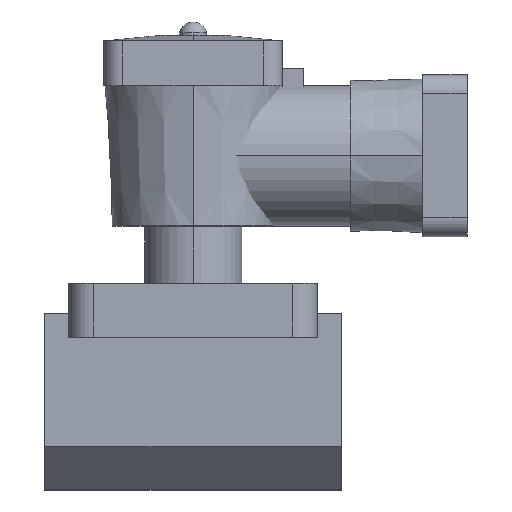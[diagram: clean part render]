
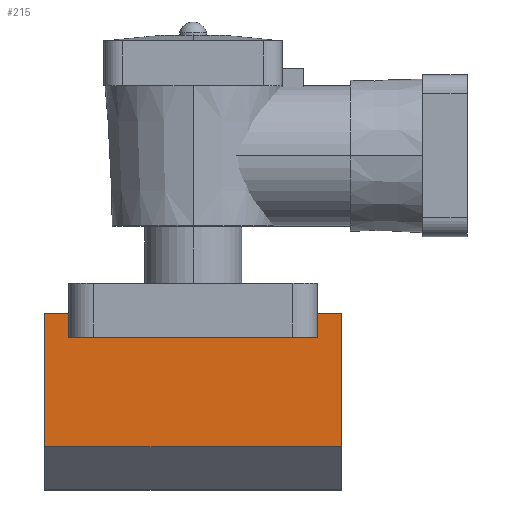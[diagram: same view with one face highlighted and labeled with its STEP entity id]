
A CAD part, top view. The second image highlights one B-rep face of the part: STEP entity #215.
In plain terms, the highlighted planar face has unit normal (0, 0, 1).
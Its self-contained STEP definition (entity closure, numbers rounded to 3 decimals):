
#24 = ORIENTED_EDGE ( 'NONE', *, *, #778, .F. ) ;
#54 = CARTESIAN_POINT ( 'NONE',  ( 46., -33.8, 27.5 ) ) ;
#97 = EDGE_CURVE ( 'NONE', #3309, #507, #3498, .T. ) ;
#129 = VECTOR ( 'NONE', #2904, 1000. ) ;
#215 = ADVANCED_FACE ( 'NONE', ( #978 ), #1336, .F. ) ;
#278 = CARTESIAN_POINT ( 'NONE',  ( 55., -24.8, 27.5 ) ) ;
#294 = AXIS2_PLACEMENT_3D ( 'NONE', #2720, #764, #2143 ) ;
#321 = DIRECTION ( 'NONE',  ( 0., -1., 0. ) ) ;
#486 = LINE ( 'NONE', #2529, #3083 ) ;
#507 = VERTEX_POINT ( 'NONE', #2118 ) ;
#571 = LINE ( 'NONE', #1736, #129 ) ;
#738 = VERTEX_POINT ( 'NONE', #3547 ) ;
#764 = DIRECTION ( 'NONE',  ( 0., 0., -1. ) ) ;
#778 = EDGE_CURVE ( 'NONE', #2649, #2411, #3471, .T. ) ;
#835 = DIRECTION ( 'NONE',  ( 0., -1., 0. ) ) ;
#865 = EDGE_CURVE ( 'NONE', #1032, #3283, #1763, .T. ) ;
#869 = VECTOR ( 'NONE', #3329, 1000. ) ;
#970 = ORIENTED_EDGE ( 'NONE', *, *, #2448, .T. ) ;
#972 = VECTOR ( 'NONE', #835, 1000. ) ;
#978 = FACE_OUTER_BOUND ( 'NONE', #3428, .T. ) ;
#980 = VECTOR ( 'NONE', #321, 1000. ) ;
#1015 = ORIENTED_EDGE ( 'NONE', *, *, #3635, .T. ) ;
#1032 = VERTEX_POINT ( 'NONE', #3005 ) ;
#1083 = VERTEX_POINT ( 'NONE', #2843 ) ;
#1150 = DIRECTION ( 'NONE',  ( 0., 1., 0. ) ) ;
#1183 = LINE ( 'NONE', #3535, #3080 ) ;
#1336 = PLANE ( 'NONE',  #294 ) ;
#1437 = EDGE_CURVE ( 'NONE', #3283, #2649, #486, .T. ) ;
#1535 = ORIENTED_EDGE ( 'NONE', *, *, #1437, .F. ) ;
#1598 = VECTOR ( 'NONE', #2866, 1000. ) ;
#1606 = EDGE_CURVE ( 'NONE', #738, #1083, #571, .T. ) ;
#1696 = CARTESIAN_POINT ( 'NONE',  ( 55., -24.8, 27.5 ) ) ;
#1697 = DIRECTION ( 'NONE',  ( -1., 0., 0. ) ) ;
#1736 = CARTESIAN_POINT ( 'NONE',  ( -55., -24.8, 27.5 ) ) ;
#1763 = LINE ( 'NONE', #2933, #980 ) ;
#1798 = ORIENTED_EDGE ( 'NONE', *, *, #3590, .F. ) ;
#1965 = ORIENTED_EDGE ( 'NONE', *, *, #865, .F. ) ;
#2013 = CARTESIAN_POINT ( 'NONE',  ( 46., -33.8, 27.5 ) ) ;
#2118 = CARTESIAN_POINT ( 'NONE',  ( 55., -74.3, 27.5 ) ) ;
#2143 = DIRECTION ( 'NONE',  ( 0., 1., 0. ) ) ;
#2154 = CARTESIAN_POINT ( 'NONE',  ( 55., -74.3, 27.5 ) ) ;
#2292 = ORIENTED_EDGE ( 'NONE', *, *, #1606, .T. ) ;
#2411 = VERTEX_POINT ( 'NONE', #2836 ) ;
#2448 = EDGE_CURVE ( 'NONE', #3309, #2411, #3158, .T. ) ;
#2460 = ORIENTED_EDGE ( 'NONE', *, *, #97, .F. ) ;
#2529 = CARTESIAN_POINT ( 'NONE',  ( 46., -33.8, 27.5 ) ) ;
#2649 = VERTEX_POINT ( 'NONE', #54 ) ;
#2720 = CARTESIAN_POINT ( 'NONE',  ( 55., -24.8, 27.5 ) ) ;
#2836 = CARTESIAN_POINT ( 'NONE',  ( 46., -24.8, 27.5 ) ) ;
#2843 = CARTESIAN_POINT ( 'NONE',  ( -55., -74.3, 27.5 ) ) ;
#2851 = LINE ( 'NONE', #2154, #869 ) ;
#2866 = DIRECTION ( 'NONE',  ( -1., 0., 0. ) ) ;
#2904 = DIRECTION ( 'NONE',  ( 0., -1., 0. ) ) ;
#2918 = CARTESIAN_POINT ( 'NONE',  ( 55., -24.8, 27.5 ) ) ;
#2933 = CARTESIAN_POINT ( 'NONE',  ( -46., -33.8, 27.5 ) ) ;
#3005 = CARTESIAN_POINT ( 'NONE',  ( -46., -24.8, 27.5 ) ) ;
#3080 = VECTOR ( 'NONE', #1697, 1000. ) ;
#3083 = VECTOR ( 'NONE', #3412, 1000. ) ;
#3158 = LINE ( 'NONE', #1696, #1598 ) ;
#3283 = VERTEX_POINT ( 'NONE', #3454 ) ;
#3309 = VERTEX_POINT ( 'NONE', #278 ) ;
#3329 = DIRECTION ( 'NONE',  ( -1., 0., 0. ) ) ;
#3412 = DIRECTION ( 'NONE',  ( 1., 0., 0. ) ) ;
#3428 = EDGE_LOOP ( 'NONE', ( #1965, #1015, #2292, #1798, #2460, #970, #24, #1535 ) ) ;
#3454 = CARTESIAN_POINT ( 'NONE',  ( -46., -33.8, 27.5 ) ) ;
#3471 = LINE ( 'NONE', #2013, #3476 ) ;
#3476 = VECTOR ( 'NONE', #1150, 1000. ) ;
#3498 = LINE ( 'NONE', #2918, #972 ) ;
#3535 = CARTESIAN_POINT ( 'NONE',  ( 55., -24.8, 27.5 ) ) ;
#3547 = CARTESIAN_POINT ( 'NONE',  ( -55., -24.8, 27.5 ) ) ;
#3590 = EDGE_CURVE ( 'NONE', #507, #1083, #2851, .T. ) ;
#3635 = EDGE_CURVE ( 'NONE', #1032, #738, #1183, .T. ) ;
